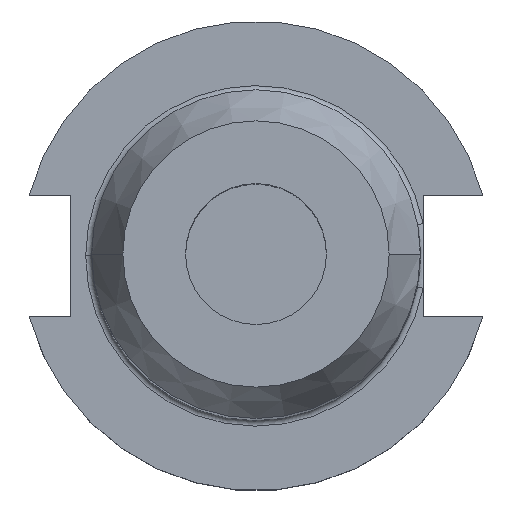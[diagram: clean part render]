
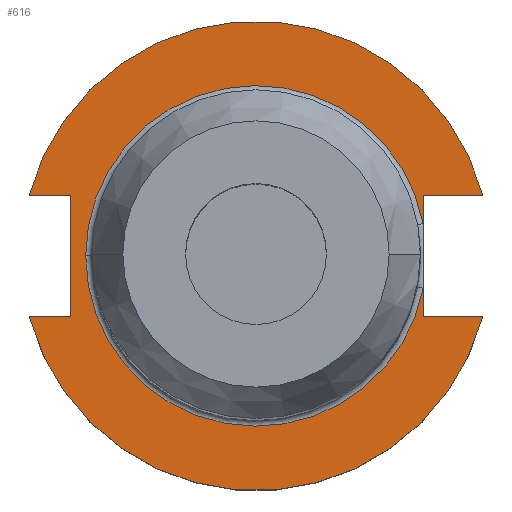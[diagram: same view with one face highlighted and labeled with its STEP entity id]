
A CAD part, top view. The second image highlights one B-rep face of the part: STEP entity #616.
In plain terms, the highlighted planar face has unit normal (0, 0, 1).
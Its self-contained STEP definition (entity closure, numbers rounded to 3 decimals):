
#2 = CARTESIAN_POINT ( 'NONE',  ( 0., 0., 19.05 ) ) ;
#27 = ORIENTED_EDGE ( 'NONE', *, *, #123, .T. ) ;
#31 = CARTESIAN_POINT ( 'NONE',  ( -30.675, 8.191, 19.05 ) ) ;
#38 = AXIS2_PLACEMENT_3D ( 'NONE', #651, #1493, #775 ) ;
#53 = EDGE_CURVE ( 'NONE', #549, #467, #1244, .T. ) ;
#55 = VECTOR ( 'NONE', #1309, 1000. ) ;
#73 = ORIENTED_EDGE ( 'NONE', *, *, #135, .T. ) ;
#76 = EDGE_CURVE ( 'NONE', #467, #537, #225, .T. ) ;
#82 = AXIS2_PLACEMENT_3D ( 'NONE', #2, #379, #1006 ) ;
#91 = EDGE_CURVE ( 'NONE', #1165, #477, #1217, .T. ) ;
#102 = EDGE_CURVE ( 'NONE', #367, #477, #555, .T. ) ;
#112 = EDGE_CURVE ( 'NONE', #367, #219, #929, .T. ) ;
#123 = EDGE_CURVE ( 'NONE', #219, #1129, #182, .T. ) ;
#131 = LINE ( 'NONE', #699, #780 ) ;
#135 = EDGE_CURVE ( 'NONE', #1129, #547, #131, .T. ) ;
#154 = CARTESIAN_POINT ( 'NONE',  ( 30.675, -8.191, 19.05 ) ) ;
#159 = EDGE_CURVE ( 'NONE', #658, #547, #748, .T. ) ;
#175 = EDGE_CURVE ( 'NONE', #549, #995, #1067, .T. ) ;
#182 = LINE ( 'NONE', #931, #1420 ) ;
#208 = EDGE_LOOP ( 'NONE', ( #1239, #290, #1212, #1076, #399, #1282, #27, #73, #790, #1106, #454 ) ) ;
#212 = CARTESIAN_POINT ( 'NONE',  ( 0., 22.225, 19.05 ) ) ;
#219 = VERTEX_POINT ( 'NONE', #31 ) ;
#225 = CIRCLE ( 'NONE', #1521, 23.025 ) ;
#235 = EDGE_CURVE ( 'NONE', #658, #995, #945, .T. ) ;
#242 = CARTESIAN_POINT ( 'NONE',  ( 22.606, -8.191, 19.05 ) ) ;
#290 = ORIENTED_EDGE ( 'NONE', *, *, #76, .T. ) ;
#298 = VECTOR ( 'NONE', #992, 1000. ) ;
#326 = PLANE ( 'NONE',  #1131 ) ;
#338 = CIRCLE ( 'NONE', #38, 23.025 ) ;
#367 = VERTEX_POINT ( 'NONE', #955 ) ;
#379 = DIRECTION ( 'NONE',  ( 0., 0., 1. ) ) ;
#388 = VECTOR ( 'NONE', #438, 1000. ) ;
#399 = ORIENTED_EDGE ( 'NONE', *, *, #102, .F. ) ;
#412 = AXIS2_PLACEMENT_3D ( 'NONE', #1506, #1259, #509 ) ;
#419 = CARTESIAN_POINT ( 'NONE',  ( 22.606, -4.373, 19.05 ) ) ;
#438 = DIRECTION ( 'NONE',  ( 1., 0., 0. ) ) ;
#442 = DIRECTION ( 'NONE',  ( 0., 0., -1. ) ) ;
#454 = ORIENTED_EDGE ( 'NONE', *, *, #175, .F. ) ;
#467 = VERTEX_POINT ( 'NONE', #419 ) ;
#477 = VERTEX_POINT ( 'NONE', #700 ) ;
#498 = VECTOR ( 'NONE', #1062, 1000. ) ;
#509 = DIRECTION ( 'NONE',  ( 1., 0., 0. ) ) ;
#537 = VERTEX_POINT ( 'NONE', #868 ) ;
#540 = DIRECTION ( 'NONE',  ( 0., -1., 0. ) ) ;
#547 = VERTEX_POINT ( 'NONE', #1484 ) ;
#549 = VERTEX_POINT ( 'NONE', #242 ) ;
#555 = LINE ( 'NONE', #1209, #498 ) ;
#616 = ADVANCED_FACE ( 'NONE', ( #1124 ), #326, .F. ) ;
#651 = CARTESIAN_POINT ( 'NONE',  ( 0., 0., 19.05 ) ) ;
#658 = VERTEX_POINT ( 'NONE', #838 ) ;
#699 = CARTESIAN_POINT ( 'NONE',  ( -25.091, 8.191, 19.05 ) ) ;
#700 = CARTESIAN_POINT ( 'NONE',  ( 22.606, 8.191, 19.05 ) ) ;
#748 = LINE ( 'NONE', #1539, #388 ) ;
#775 = DIRECTION ( 'NONE',  ( -1., 0., 0. ) ) ;
#777 = DIRECTION ( 'NONE',  ( 1., 0., 0. ) ) ;
#780 = VECTOR ( 'NONE', #540, 1000. ) ;
#781 = CARTESIAN_POINT ( 'NONE',  ( 0., 0., 19.05 ) ) ;
#790 = ORIENTED_EDGE ( 'NONE', *, *, #159, .F. ) ;
#838 = CARTESIAN_POINT ( 'NONE',  ( -30.675, -8.191, 19.05 ) ) ;
#868 = CARTESIAN_POINT ( 'NONE',  ( -23.025, 0., 19.05 ) ) ;
#887 = VECTOR ( 'NONE', #1488, 1000. ) ;
#929 = CIRCLE ( 'NONE', #82, 31.75 ) ;
#931 = CARTESIAN_POINT ( 'NONE',  ( -61.091, 8.191, 19.05 ) ) ;
#945 = CIRCLE ( 'NONE', #412, 31.75 ) ;
#955 = CARTESIAN_POINT ( 'NONE',  ( 30.675, 8.191, 19.05 ) ) ;
#992 = DIRECTION ( 'NONE',  ( 0., 1., 0. ) ) ;
#995 = VERTEX_POINT ( 'NONE', #154 ) ;
#1006 = DIRECTION ( 'NONE',  ( 1., 0., 0. ) ) ;
#1028 = CARTESIAN_POINT ( 'NONE',  ( 0., -8.191, 19.05 ) ) ;
#1062 = DIRECTION ( 'NONE',  ( -1., 0., 0. ) ) ;
#1067 = LINE ( 'NONE', #1028, #55 ) ;
#1076 = ORIENTED_EDGE ( 'NONE', *, *, #91, .T. ) ;
#1106 = ORIENTED_EDGE ( 'NONE', *, *, #235, .T. ) ;
#1124 = FACE_OUTER_BOUND ( 'NONE', #208, .T. ) ;
#1129 = VERTEX_POINT ( 'NONE', #1299 ) ;
#1131 = AXIS2_PLACEMENT_3D ( 'NONE', #212, #442, #1187 ) ;
#1165 = VERTEX_POINT ( 'NONE', #1418 ) ;
#1187 = DIRECTION ( 'NONE',  ( -1., 0., 0. ) ) ;
#1209 = CARTESIAN_POINT ( 'NONE',  ( 0., 8.191, 19.05 ) ) ;
#1212 = ORIENTED_EDGE ( 'NONE', *, *, #1273, .T. ) ;
#1215 = DIRECTION ( 'NONE',  ( -1., 0., 0. ) ) ;
#1217 = LINE ( 'NONE', #1471, #887 ) ;
#1239 = ORIENTED_EDGE ( 'NONE', *, *, #53, .T. ) ;
#1244 = LINE ( 'NONE', #1504, #298 ) ;
#1259 = DIRECTION ( 'NONE',  ( 0., 0., 1. ) ) ;
#1273 = EDGE_CURVE ( 'NONE', #537, #1165, #338, .T. ) ;
#1282 = ORIENTED_EDGE ( 'NONE', *, *, #112, .T. ) ;
#1299 = CARTESIAN_POINT ( 'NONE',  ( -25.091, 8.191, 19.05 ) ) ;
#1309 = DIRECTION ( 'NONE',  ( 1., 0., 0. ) ) ;
#1418 = CARTESIAN_POINT ( 'NONE',  ( 22.606, 4.373, 19.05 ) ) ;
#1420 = VECTOR ( 'NONE', #777, 1000. ) ;
#1471 = CARTESIAN_POINT ( 'NONE',  ( 22.606, 22.225, 19.05 ) ) ;
#1484 = CARTESIAN_POINT ( 'NONE',  ( -25.091, -8.191, 19.05 ) ) ;
#1488 = DIRECTION ( 'NONE',  ( 0., 1., 0. ) ) ;
#1493 = DIRECTION ( 'NONE',  ( 0., 0., -1. ) ) ;
#1504 = CARTESIAN_POINT ( 'NONE',  ( 22.606, 22.225, 19.05 ) ) ;
#1506 = CARTESIAN_POINT ( 'NONE',  ( 0., 0., 19.05 ) ) ;
#1521 = AXIS2_PLACEMENT_3D ( 'NONE', #781, #1591, #1215 ) ;
#1539 = CARTESIAN_POINT ( 'NONE',  ( -61.091, -8.191, 19.05 ) ) ;
#1591 = DIRECTION ( 'NONE',  ( 0., 0., -1. ) ) ;
